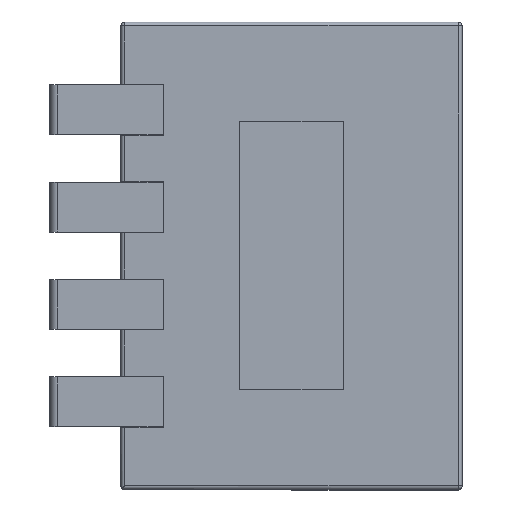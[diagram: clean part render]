
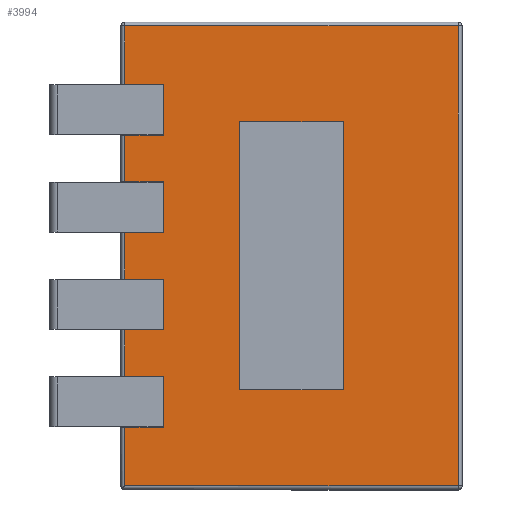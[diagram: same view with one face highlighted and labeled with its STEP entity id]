
A CAD part, top view. The second image highlights one B-rep face of the part: STEP entity #3994.
In plain terms, the highlighted planar face has unit normal (0, 0, 1).
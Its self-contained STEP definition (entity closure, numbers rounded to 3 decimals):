
#3626=CARTESIAN_POINT('',(-1.35,3.5,6.4));
#3627=VERTEX_POINT('',#3626);
#3634=CARTESIAN_POINT('',(-1.35,-3.5,6.4));
#3635=VERTEX_POINT('',#3634);
#3636=CARTESIAN_POINT('',(-1.35,-3.5,6.4));
#3637=DIRECTION('',(0.0,1.0,0.0));
#3638=VECTOR('',#3637,7.);
#3639=LINE('',#3636,#3638);
#3640=EDGE_CURVE('',#3635,#3627,#3639,.T.);
#3665=CARTESIAN_POINT('',(1.35,-3.5,6.4));
#3666=VERTEX_POINT('',#3665);
#3667=CARTESIAN_POINT('',(1.35,-3.5,6.4));
#3668=DIRECTION('',(-1.0,0.0,0.0));
#3669=VECTOR('',#3668,2.7);
#3670=LINE('',#3667,#3669);
#3671=EDGE_CURVE('',#3666,#3635,#3670,.T.);
#3696=CARTESIAN_POINT('',(1.35,3.5,6.4));
#3697=VERTEX_POINT('',#3696);
#3698=CARTESIAN_POINT('',(1.35,3.5,6.4));
#3699=DIRECTION('',(0.0,-1.0,0.0));
#3700=VECTOR('',#3699,7.);
#3701=LINE('',#3698,#3700);
#3702=EDGE_CURVE('',#3697,#3666,#3701,.T.);
#3725=CARTESIAN_POINT('',(-1.35,3.5,6.4));
#3726=DIRECTION('',(1.0,0.0,0.0));
#3727=VECTOR('',#3726,2.7);
#3728=LINE('',#3725,#3727);
#3729=EDGE_CURVE('',#3627,#3697,#3728,.T.);
#3754=CARTESIAN_POINT('',(-4.35,-6.,6.4));
#3755=VERTEX_POINT('',#3754);
#3763=CARTESIAN_POINT('',(-4.35,-4.47,6.4));
#3764=VERTEX_POINT('',#3763);
#3765=CARTESIAN_POINT('',(-4.35,-6.,6.4));
#3766=DIRECTION('',(0.0,1.0,0.0));
#3767=VECTOR('',#3766,1.53);
#3768=LINE('',#3765,#3767);
#3769=EDGE_CURVE('',#3755,#3764,#3768,.T.);
#3804=CARTESIAN_POINT('',(-3.34,-4.47,6.4));
#3805=VERTEX_POINT('',#3804);
#3806=CARTESIAN_POINT('',(-3.34,-4.47,6.4));
#3807=DIRECTION('',(-1.0,0.0,0.0));
#3808=VECTOR('',#3807,1.01);
#3809=LINE('',#3806,#3808);
#3810=EDGE_CURVE('',#3805,#3764,#3809,.T.);
#3837=CARTESIAN_POINT('',(0.,0.,6.4));
#3838=DIRECTION('',(0.0,0.0,1.0));
#3839=DIRECTION('',(0.0,-1.0,0.0));
#3840=AXIS2_PLACEMENT_3D('',#3837,#3838,#3839);
#3841=PLANE('',#3840);
#3842=ORIENTED_EDGE('',*,*,#3769,.F.);
#3843=CARTESIAN_POINT('',(4.35,-6.,6.4));
#3844=VERTEX_POINT('',#3843);
#3845=CARTESIAN_POINT('',(4.35,-6.,6.4));
#3846=DIRECTION('',(-1.0,0.0,0.0));
#3847=VECTOR('',#3846,8.7);
#3848=LINE('',#3845,#3847);
#3849=EDGE_CURVE('',#3844,#3755,#3848,.T.);
#3850=ORIENTED_EDGE('',*,*,#3849,.F.);
#3851=CARTESIAN_POINT('',(4.35,6.,6.4));
#3852=VERTEX_POINT('',#3851);
#3853=CARTESIAN_POINT('',(4.35,6.,6.4));
#3854=DIRECTION('',(0.0,-1.0,0.0));
#3855=VECTOR('',#3854,12.);
#3856=LINE('',#3853,#3855);
#3857=EDGE_CURVE('',#3852,#3844,#3856,.T.);
#3858=ORIENTED_EDGE('',*,*,#3857,.F.);
#3859=CARTESIAN_POINT('',(-4.35,6.,6.4));
#3860=VERTEX_POINT('',#3859);
#3861=CARTESIAN_POINT('',(-4.35,6.,6.4));
#3862=DIRECTION('',(1.0,0.0,0.0));
#3863=VECTOR('',#3862,8.7);
#3864=LINE('',#3861,#3863);
#3865=EDGE_CURVE('',#3860,#3852,#3864,.T.);
#3866=ORIENTED_EDGE('',*,*,#3865,.F.);
#3867=CARTESIAN_POINT('',(-4.35,4.47,6.4));
#3868=VERTEX_POINT('',#3867);
#3869=CARTESIAN_POINT('',(-4.35,4.47,6.4));
#3870=DIRECTION('',(0.0,1.0,0.0));
#3871=VECTOR('',#3870,1.53);
#3872=LINE('',#3869,#3871);
#3873=EDGE_CURVE('',#3868,#3860,#3872,.T.);
#3874=ORIENTED_EDGE('',*,*,#3873,.F.);
#3875=CARTESIAN_POINT('',(-3.34,4.47,6.4));
#3876=VERTEX_POINT('',#3875);
#3877=CARTESIAN_POINT('',(-4.35,4.47,6.4));
#3878=DIRECTION('',(1.0,0.0,0.0));
#3879=VECTOR('',#3878,1.01);
#3880=LINE('',#3877,#3879);
#3881=EDGE_CURVE('',#3868,#3876,#3880,.T.);
#3882=ORIENTED_EDGE('',*,*,#3881,.T.);
#3883=CARTESIAN_POINT('',(-3.34,3.15,6.4));
#3884=VERTEX_POINT('',#3883);
#3885=CARTESIAN_POINT('',(-3.34,4.47,6.4));
#3886=DIRECTION('',(0.0,-1.0,0.0));
#3887=VECTOR('',#3886,1.32);
#3888=LINE('',#3885,#3887);
#3889=EDGE_CURVE('',#3876,#3884,#3888,.T.);
#3890=ORIENTED_EDGE('',*,*,#3889,.T.);
#3891=CARTESIAN_POINT('',(-4.35,3.15,6.4));
#3892=VERTEX_POINT('',#3891);
#3893=CARTESIAN_POINT('',(-3.34,3.15,6.4));
#3894=DIRECTION('',(-1.0,0.0,0.0));
#3895=VECTOR('',#3894,1.01);
#3896=LINE('',#3893,#3895);
#3897=EDGE_CURVE('',#3884,#3892,#3896,.T.);
#3898=ORIENTED_EDGE('',*,*,#3897,.T.);
#3899=CARTESIAN_POINT('',(-4.35,1.93,6.4));
#3900=VERTEX_POINT('',#3899);
#3901=CARTESIAN_POINT('',(-4.35,1.93,6.4));
#3902=DIRECTION('',(0.0,1.0,0.0));
#3903=VECTOR('',#3902,1.22);
#3904=LINE('',#3901,#3903);
#3905=EDGE_CURVE('',#3900,#3892,#3904,.T.);
#3906=ORIENTED_EDGE('',*,*,#3905,.F.);
#3907=CARTESIAN_POINT('',(-3.34,1.93,6.4));
#3908=VERTEX_POINT('',#3907);
#3909=CARTESIAN_POINT('',(-4.35,1.93,6.4));
#3910=DIRECTION('',(1.0,0.0,0.0));
#3911=VECTOR('',#3910,1.01);
#3912=LINE('',#3909,#3911);
#3913=EDGE_CURVE('',#3900,#3908,#3912,.T.);
#3914=ORIENTED_EDGE('',*,*,#3913,.T.);
#3915=CARTESIAN_POINT('',(-3.34,0.61,6.4));
#3916=VERTEX_POINT('',#3915);
#3917=CARTESIAN_POINT('',(-3.34,1.93,6.4));
#3918=DIRECTION('',(0.0,-1.0,0.0));
#3919=VECTOR('',#3918,1.32);
#3920=LINE('',#3917,#3919);
#3921=EDGE_CURVE('',#3908,#3916,#3920,.T.);
#3922=ORIENTED_EDGE('',*,*,#3921,.T.);
#3923=CARTESIAN_POINT('',(-4.35,0.61,6.4));
#3924=VERTEX_POINT('',#3923);
#3925=CARTESIAN_POINT('',(-3.34,0.61,6.4));
#3926=DIRECTION('',(-1.0,0.0,0.0));
#3927=VECTOR('',#3926,1.01);
#3928=LINE('',#3925,#3927);
#3929=EDGE_CURVE('',#3916,#3924,#3928,.T.);
#3930=ORIENTED_EDGE('',*,*,#3929,.T.);
#3931=CARTESIAN_POINT('',(-4.35,-0.61,6.4));
#3932=VERTEX_POINT('',#3931);
#3933=CARTESIAN_POINT('',(-4.35,-0.61,6.4));
#3934=DIRECTION('',(0.0,1.0,0.0));
#3935=VECTOR('',#3934,1.22);
#3936=LINE('',#3933,#3935);
#3937=EDGE_CURVE('',#3932,#3924,#3936,.T.);
#3938=ORIENTED_EDGE('',*,*,#3937,.F.);
#3939=CARTESIAN_POINT('',(-3.34,-0.61,6.4));
#3940=VERTEX_POINT('',#3939);
#3941=CARTESIAN_POINT('',(-4.35,-0.61,6.4));
#3942=DIRECTION('',(1.0,0.0,0.0));
#3943=VECTOR('',#3942,1.01);
#3944=LINE('',#3941,#3943);
#3945=EDGE_CURVE('',#3932,#3940,#3944,.T.);
#3946=ORIENTED_EDGE('',*,*,#3945,.T.);
#3947=CARTESIAN_POINT('',(-3.34,-1.93,6.4));
#3948=VERTEX_POINT('',#3947);
#3949=CARTESIAN_POINT('',(-3.34,-0.61,6.4));
#3950=DIRECTION('',(0.0,-1.0,0.0));
#3951=VECTOR('',#3950,1.32);
#3952=LINE('',#3949,#3951);
#3953=EDGE_CURVE('',#3940,#3948,#3952,.T.);
#3954=ORIENTED_EDGE('',*,*,#3953,.T.);
#3955=CARTESIAN_POINT('',(-4.35,-1.93,6.4));
#3956=VERTEX_POINT('',#3955);
#3957=CARTESIAN_POINT('',(-3.34,-1.93,6.4));
#3958=DIRECTION('',(-1.0,0.0,0.0));
#3959=VECTOR('',#3958,1.01);
#3960=LINE('',#3957,#3959);
#3961=EDGE_CURVE('',#3948,#3956,#3960,.T.);
#3962=ORIENTED_EDGE('',*,*,#3961,.T.);
#3963=CARTESIAN_POINT('',(-4.35,-3.15,6.4));
#3964=VERTEX_POINT('',#3963);
#3965=CARTESIAN_POINT('',(-4.35,-3.15,6.4));
#3966=DIRECTION('',(0.0,1.0,0.0));
#3967=VECTOR('',#3966,1.22);
#3968=LINE('',#3965,#3967);
#3969=EDGE_CURVE('',#3964,#3956,#3968,.T.);
#3970=ORIENTED_EDGE('',*,*,#3969,.F.);
#3971=CARTESIAN_POINT('',(-3.34,-3.15,6.4));
#3972=VERTEX_POINT('',#3971);
#3973=CARTESIAN_POINT('',(-4.35,-3.15,6.4));
#3974=DIRECTION('',(1.0,0.0,0.0));
#3975=VECTOR('',#3974,1.01);
#3976=LINE('',#3973,#3975);
#3977=EDGE_CURVE('',#3964,#3972,#3976,.T.);
#3978=ORIENTED_EDGE('',*,*,#3977,.T.);
#3979=CARTESIAN_POINT('',(-3.34,-3.15,6.4));
#3980=DIRECTION('',(0.0,-1.0,0.0));
#3981=VECTOR('',#3980,1.32);
#3982=LINE('',#3979,#3981);
#3983=EDGE_CURVE('',#3972,#3805,#3982,.T.);
#3984=ORIENTED_EDGE('',*,*,#3983,.T.);
#3985=ORIENTED_EDGE('',*,*,#3810,.T.);
#3986=EDGE_LOOP('',(#3842,#3850,#3858,#3866,#3874,#3882,#3890,#3898,#3906,#3914,#3922,#3930,#3938,#3946,#3954,#3962,#3970,#3978,#3984,#3985));
#3987=FACE_OUTER_BOUND('',#3986,.T.);
#3988=ORIENTED_EDGE('',*,*,#3640,.T.);
#3989=ORIENTED_EDGE('',*,*,#3729,.T.);
#3990=ORIENTED_EDGE('',*,*,#3702,.T.);
#3991=ORIENTED_EDGE('',*,*,#3671,.T.);
#3992=EDGE_LOOP('',(#3988,#3989,#3990,#3991));
#3993=FACE_BOUND('',#3992,.T.);
#3994=ADVANCED_FACE('',(#3987,#3993),#3841,.T.);
